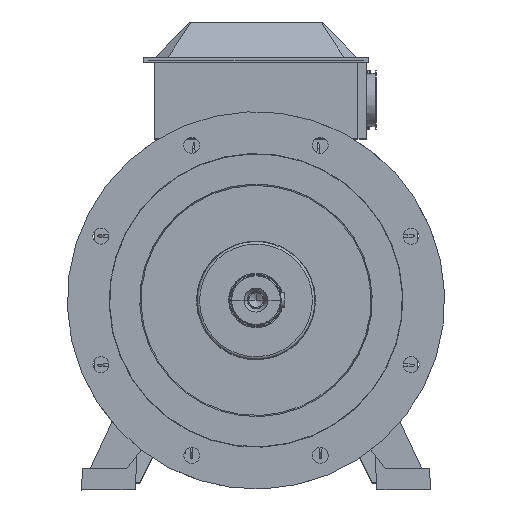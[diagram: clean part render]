
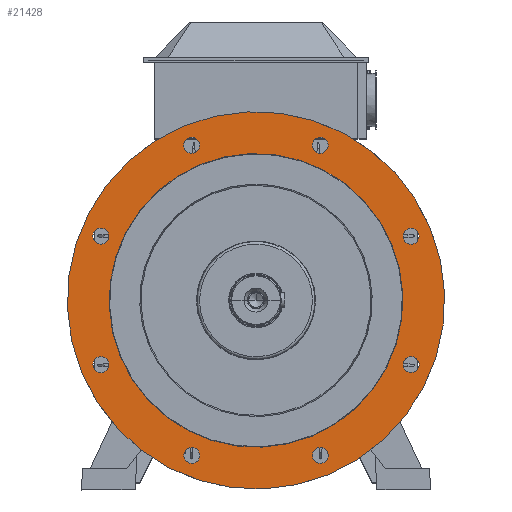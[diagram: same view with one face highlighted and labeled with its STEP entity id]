
A CAD part, top view. The second image highlights one B-rep face of the part: STEP entity #21428.
In plain terms, the highlighted planar face has unit normal (0, 0, 1).
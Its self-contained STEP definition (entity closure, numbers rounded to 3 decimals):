
#584=PLANE('',#45231);
#21428=ADVANCED_FACE('F3030',(#22439,#22440,#22441,#22442,#22443,#22444,
#22445,#22446,#22447,#22448),#584,.T.);
#22439=FACE_BOUND('',#23620,.T.);
#22440=FACE_BOUND('',#23621,.T.);
#22441=FACE_BOUND('',#23622,.T.);
#22442=FACE_BOUND('',#23623,.T.);
#22443=FACE_BOUND('',#23624,.T.);
#22444=FACE_BOUND('',#23625,.T.);
#22445=FACE_BOUND('',#23626,.T.);
#22446=FACE_BOUND('',#23627,.T.);
#22447=FACE_BOUND('',#23628,.T.);
#22448=FACE_BOUND('',#23629,.T.);
#23620=EDGE_LOOP('',(#28260));
#23621=EDGE_LOOP('',(#28261));
#23622=EDGE_LOOP('',(#28262));
#23623=EDGE_LOOP('',(#28263));
#23624=EDGE_LOOP('',(#28264));
#23625=EDGE_LOOP('',(#28265));
#23626=EDGE_LOOP('',(#28266));
#23627=EDGE_LOOP('',(#28267));
#23628=EDGE_LOOP('',(#28268));
#23629=EDGE_LOOP('',(#28269));
#28260=ORIENTED_EDGE('',*,*,#40148,.T.);
#28261=ORIENTED_EDGE('',*,*,#40118,.T.);
#28262=ORIENTED_EDGE('',*,*,#40121,.T.);
#28263=ORIENTED_EDGE('',*,*,#40124,.T.);
#28264=ORIENTED_EDGE('',*,*,#40127,.T.);
#28265=ORIENTED_EDGE('',*,*,#40130,.T.);
#28266=ORIENTED_EDGE('',*,*,#40133,.T.);
#28267=ORIENTED_EDGE('',*,*,#40136,.T.);
#28268=ORIENTED_EDGE('',*,*,#40104,.F.);
#28269=ORIENTED_EDGE('',*,*,#40115,.T.);
#34446=VERTEX_POINT('',#78311);
#34452=VERTEX_POINT('',#78334);
#34454=VERTEX_POINT('',#78340);
#34456=VERTEX_POINT('',#78346);
#34458=VERTEX_POINT('',#78352);
#34460=VERTEX_POINT('',#78358);
#34462=VERTEX_POINT('',#78364);
#34464=VERTEX_POINT('',#78370);
#34466=VERTEX_POINT('',#78376);
#34473=VERTEX_POINT('',#78465);
#40104=EDGE_CURVE('E1717',#34446,#34446,#42964,.T.);
#40115=EDGE_CURVE('E33',#34452,#34452,#42972,.T.);
#40118=EDGE_CURVE('E5050',#34454,#34454,#42974,.T.);
#40121=EDGE_CURVE('E5252',#34456,#34456,#42976,.T.);
#40124=EDGE_CURVE('E5454',#34458,#34458,#42978,.T.);
#40127=EDGE_CURVE('E5656',#34460,#34460,#42980,.T.);
#40130=EDGE_CURVE('E5858',#34462,#34462,#42982,.T.);
#40133=EDGE_CURVE('E6060',#34464,#34464,#42984,.T.);
#40136=EDGE_CURVE('E6262',#34466,#34466,#42986,.T.);
#40148=EDGE_CURVE('E2020',#34473,#34473,#42993,.T.);
#42964=CIRCLE('',#45183,175.);
#42972=CIRCLE('',#45197,9.5);
#42974=CIRCLE('',#45200,9.5);
#42976=CIRCLE('',#45203,9.5);
#42978=CIRCLE('',#45206,9.5);
#42980=CIRCLE('',#45209,9.5);
#42982=CIRCLE('',#45212,9.5);
#42984=CIRCLE('',#45215,9.5);
#42986=CIRCLE('',#45218,9.5);
#42993=CIRCLE('',#45229,224.843);
#45183=AXIS2_PLACEMENT_3D('',#78312,#51108,#51109);
#45197=AXIS2_PLACEMENT_3D('',#78336,#51139,#51140);
#45200=AXIS2_PLACEMENT_3D('',#78342,#51146,#51147);
#45203=AXIS2_PLACEMENT_3D('',#78348,#51153,#51154);
#45206=AXIS2_PLACEMENT_3D('',#78354,#51160,#51161);
#45209=AXIS2_PLACEMENT_3D('',#78360,#51167,#51168);
#45212=AXIS2_PLACEMENT_3D('',#78366,#51174,#51175);
#45215=AXIS2_PLACEMENT_3D('',#78372,#51181,#51182);
#45218=AXIS2_PLACEMENT_3D('',#78378,#51188,#51189);
#45229=AXIS2_PLACEMENT_3D('',#78466,#51212,#51213);
#45231=AXIS2_PLACEMENT_3D('',#78468,#51216,#51217);
#51108=DIRECTION('',(0.,0.,1.));
#51109=DIRECTION('',(1.,0.,0.));
#51139=DIRECTION('',(0.,0.,-1.));
#51140=DIRECTION('',(-1.,0.,0.));
#51146=DIRECTION('',(0.,0.,-1.));
#51147=DIRECTION('',(-1.,0.,0.));
#51153=DIRECTION('',(0.,0.,-1.));
#51154=DIRECTION('',(-1.,0.,0.));
#51160=DIRECTION('',(0.,0.,-1.));
#51161=DIRECTION('',(-1.,0.,0.));
#51167=DIRECTION('',(0.,0.,-1.));
#51168=DIRECTION('',(-1.,0.,0.));
#51174=DIRECTION('',(0.,0.,-1.));
#51175=DIRECTION('',(-1.,0.,0.));
#51181=DIRECTION('',(0.,0.,-1.));
#51182=DIRECTION('',(-1.,0.,0.));
#51188=DIRECTION('',(0.,0.,-1.));
#51189=DIRECTION('',(-1.,0.,0.));
#51212=DIRECTION('',(0.,0.,1.));
#51213=DIRECTION('',(1.,0.,0.));
#51216=DIRECTION('',(0.,0.,1.));
#51217=DIRECTION('',(-1.,0.,0.));
#78311=CARTESIAN_POINT('',(-161.679,-66.948,95.58));
#78312=CARTESIAN_POINT('',(0.,0.021,95.566));
#78334=CARTESIAN_POINT('',(-194.276,-76.515,95.582));
#78336=CARTESIAN_POINT('',(-184.776,-76.515,95.582));
#78340=CARTESIAN_POINT('',(-83.254,-191.472,95.608));
#78342=CARTESIAN_POINT('',(-76.537,-184.755,95.606));
#78346=CARTESIAN_POINT('',(76.536,-194.255,95.609));
#78348=CARTESIAN_POINT('',(76.536,-184.755,95.607));
#78352=CARTESIAN_POINT('',(191.493,-83.233,95.585));
#78354=CARTESIAN_POINT('',(184.776,-76.515,95.583));
#78358=CARTESIAN_POINT('',(194.276,76.558,95.549));
#78360=CARTESIAN_POINT('',(184.776,76.558,95.549));
#78364=CARTESIAN_POINT('',(83.254,191.515,95.523));
#78366=CARTESIAN_POINT('',(76.536,184.797,95.525));
#78370=CARTESIAN_POINT('',(-76.537,194.297,95.522));
#78372=CARTESIAN_POINT('',(-76.537,184.797,95.525));
#78376=CARTESIAN_POINT('',(-191.494,83.275,95.547));
#78378=CARTESIAN_POINT('',(-184.776,76.558,95.548));
#78465=CARTESIAN_POINT('',(-207.728,-86.022,95.584));
#78466=CARTESIAN_POINT('',(0.,0.021,95.566));
#78468=CARTESIAN_POINT('',(247.327,247.348,95.511));
